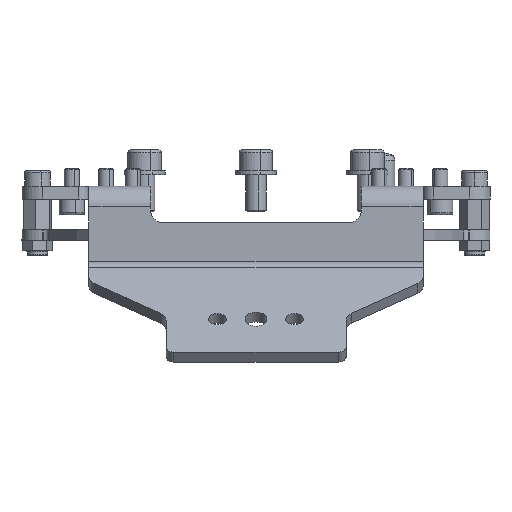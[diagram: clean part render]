
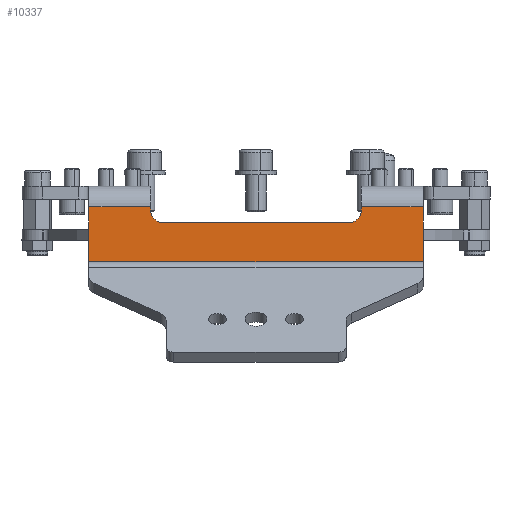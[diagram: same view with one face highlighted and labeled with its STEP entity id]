
A CAD part, front view. The second image highlights one B-rep face of the part: STEP entity #10337.
In plain terms, the highlighted planar face has unit normal (0, -1, 0).
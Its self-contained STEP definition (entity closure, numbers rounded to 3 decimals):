
#30 = CARTESIAN_POINT ( 'NONE',  ( 286., -90., 2571.73 ) ) ;
#1095 = EDGE_CURVE ( 'NONE', #21746, #26124, #14809, .T. ) ;
#1137 = DIRECTION ( 'NONE',  ( 0., 0., 1. ) ) ;
#1577 = VERTEX_POINT ( 'NONE', #11963 ) ;
#1665 = EDGE_CURVE ( 'NONE', #17371, #1577, #10495, .T. ) ;
#1760 = DIRECTION ( 'NONE',  ( 1., 0., 0. ) ) ;
#2164 = CARTESIAN_POINT ( 'NONE',  ( 209., -90., 2578. ) ) ;
#2439 = DIRECTION ( 'NONE',  ( 0., -1., 0. ) ) ;
#3129 = CARTESIAN_POINT ( 'NONE',  ( 185., -90., 2578. ) ) ;
#3662 = EDGE_CURVE ( 'NONE', #20015, #24660, #17226, .T. ) ;
#4088 = VECTOR ( 'NONE', #12525, 1000. ) ;
#4448 = DIRECTION ( 'NONE',  ( 0., 0., -1. ) ) ;
#4652 = CARTESIAN_POINT ( 'NONE',  ( 185., -90., 2581. ) ) ;
#4789 = DIRECTION ( 'NONE',  ( 0., 0., -1. ) ) ;
#5036 = EDGE_CURVE ( 'NONE', #9502, #15436, #19152, .T. ) ;
#5623 = ORIENTED_EDGE ( 'NONE', *, *, #22512, .F. ) ;
#5977 = CARTESIAN_POINT ( 'NONE',  ( 291., -90., 2581. ) ) ;
#6304 = CARTESIAN_POINT ( 'NONE',  ( 185., -90., 2578. ) ) ;
#6914 = CIRCLE ( 'NONE', #27189, 5. ) ;
#7067 = CARTESIAN_POINT ( 'NONE',  ( 291., -90., 2578. ) ) ;
#7579 = CARTESIAN_POINT ( 'NONE',  ( 286., -90., 2576.73 ) ) ;
#7643 = CARTESIAN_POINT ( 'NONE',  ( 291., -90., 2576.73 ) ) ;
#8916 = ORIENTED_EDGE ( 'NONE', *, *, #5036, .F. ) ;
#9502 = VERTEX_POINT ( 'NONE', #2164 ) ;
#9626 = ORIENTED_EDGE ( 'NONE', *, *, #3662, .F. ) ;
#10337 = ADVANCED_FACE ( 'NONE', ( #22441 ), #24536, .T. ) ;
#10495 = LINE ( 'NONE', #24086, #12945 ) ;
#10907 = CIRCLE ( 'NONE', #22688, 5. ) ;
#11006 = DIRECTION ( 'NONE',  ( 1., 0., 0. ) ) ;
#11963 = CARTESIAN_POINT ( 'NONE',  ( 315., -90., 2556.73 ) ) ;
#12200 = VECTOR ( 'NONE', #17372, 1000. ) ;
#12525 = DIRECTION ( 'NONE',  ( 0., 0., -1. ) ) ;
#12908 = VECTOR ( 'NONE', #23827, 1000. ) ;
#12945 = VECTOR ( 'NONE', #19459, 1000. ) ;
#14598 = EDGE_CURVE ( 'NONE', #23071, #1577, #18152, .T. ) ;
#14809 = LINE ( 'NONE', #5977, #12908 ) ;
#14825 = LINE ( 'NONE', #15272, #29047 ) ;
#15272 = CARTESIAN_POINT ( 'NONE',  ( 185., -90., 2578. ) ) ;
#15436 = VERTEX_POINT ( 'NONE', #28052 ) ;
#16135 = EDGE_CURVE ( 'NONE', #23591, #17371, #16936, .T. ) ;
#16302 = EDGE_CURVE ( 'NONE', #21746, #24660, #6914, .T. ) ;
#16392 = CARTESIAN_POINT ( 'NONE',  ( 214., -90., 2571.73 ) ) ;
#16868 = VECTOR ( 'NONE', #4448, 1000. ) ;
#16936 = LINE ( 'NONE', #4652, #19114 ) ;
#17010 = DIRECTION ( 'NONE',  ( 0., 1., 0. ) ) ;
#17226 = LINE ( 'NONE', #22226, #12200 ) ;
#17371 = VERTEX_POINT ( 'NONE', #18501 ) ;
#17372 = DIRECTION ( 'NONE',  ( 1., 0., 0. ) ) ;
#17806 = LINE ( 'NONE', #6304, #23565 ) ;
#18152 = LINE ( 'NONE', #24662, #16868 ) ;
#18501 = CARTESIAN_POINT ( 'NONE',  ( 185., -90., 2556.73 ) ) ;
#18626 = EDGE_CURVE ( 'NONE', #23591, #9502, #17806, .T. ) ;
#18674 = AXIS2_PLACEMENT_3D ( 'NONE', #19921, #2439, #29117 ) ;
#19114 = VECTOR ( 'NONE', #4789, 1000. ) ;
#19152 = LINE ( 'NONE', #28192, #4088 ) ;
#19459 = DIRECTION ( 'NONE',  ( 1., 0., 0. ) ) ;
#19682 = ORIENTED_EDGE ( 'NONE', *, *, #14598, .F. ) ;
#19921 = CARTESIAN_POINT ( 'NONE',  ( 185., -90., 2581. ) ) ;
#20015 = VERTEX_POINT ( 'NONE', #16392 ) ;
#21083 = DIRECTION ( 'NONE',  ( 0., 1., 0. ) ) ;
#21224 = DIRECTION ( 'NONE',  ( 0., 0., 1. ) ) ;
#21746 = VERTEX_POINT ( 'NONE', #7643 ) ;
#22226 = CARTESIAN_POINT ( 'NONE',  ( 185., -90., 2571.73 ) ) ;
#22441 = FACE_OUTER_BOUND ( 'NONE', #23683, .T. ) ;
#22512 = EDGE_CURVE ( 'NONE', #26124, #23071, #14825, .T. ) ;
#22688 = AXIS2_PLACEMENT_3D ( 'NONE', #25667, #21083, #21224 ) ;
#23071 = VERTEX_POINT ( 'NONE', #27513 ) ;
#23565 = VECTOR ( 'NONE', #11006, 1000. ) ;
#23591 = VERTEX_POINT ( 'NONE', #3129 ) ;
#23604 = ORIENTED_EDGE ( 'NONE', *, *, #1095, .F. ) ;
#23683 = EDGE_LOOP ( 'NONE', ( #5623, #23604, #28343, #9626, #26518, #8916, #24320, #27227, #25305, #19682 ) ) ;
#23827 = DIRECTION ( 'NONE',  ( 0., 0., 1. ) ) ;
#24086 = CARTESIAN_POINT ( 'NONE',  ( 185., -90., 2556.73 ) ) ;
#24320 = ORIENTED_EDGE ( 'NONE', *, *, #18626, .F. ) ;
#24354 = EDGE_CURVE ( 'NONE', #20015, #15436, #10907, .T. ) ;
#24536 = PLANE ( 'NONE',  #18674 ) ;
#24660 = VERTEX_POINT ( 'NONE', #30 ) ;
#24662 = CARTESIAN_POINT ( 'NONE',  ( 315., -90., 2581. ) ) ;
#25305 = ORIENTED_EDGE ( 'NONE', *, *, #1665, .T. ) ;
#25667 = CARTESIAN_POINT ( 'NONE',  ( 214., -90., 2576.73 ) ) ;
#26124 = VERTEX_POINT ( 'NONE', #7067 ) ;
#26518 = ORIENTED_EDGE ( 'NONE', *, *, #24354, .T. ) ;
#27189 = AXIS2_PLACEMENT_3D ( 'NONE', #7579, #17010, #1137 ) ;
#27227 = ORIENTED_EDGE ( 'NONE', *, *, #16135, .T. ) ;
#27513 = CARTESIAN_POINT ( 'NONE',  ( 315., -90., 2578. ) ) ;
#28052 = CARTESIAN_POINT ( 'NONE',  ( 209., -90., 2576.73 ) ) ;
#28192 = CARTESIAN_POINT ( 'NONE',  ( 209., -90., 2581. ) ) ;
#28343 = ORIENTED_EDGE ( 'NONE', *, *, #16302, .T. ) ;
#29047 = VECTOR ( 'NONE', #1760, 1000. ) ;
#29117 = DIRECTION ( 'NONE',  ( 0., 0., 1. ) ) ;
